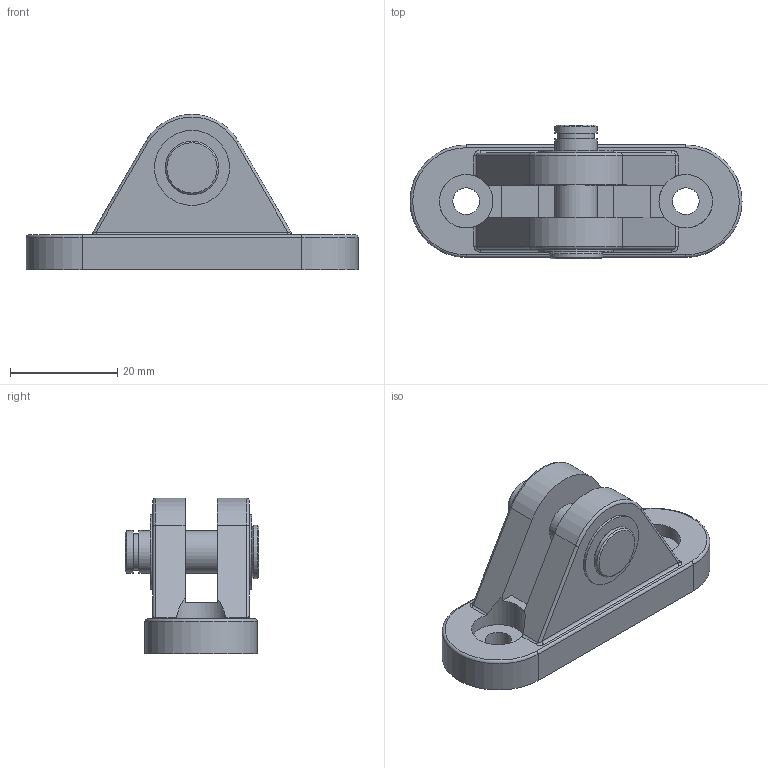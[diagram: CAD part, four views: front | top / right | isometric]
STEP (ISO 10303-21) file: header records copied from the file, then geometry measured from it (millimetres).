
FILE_DESCRIPTION((''),'2;1');
FILE_NAME('700100.ipt.stp','2010-09-05T12:23:15',(''),(''),'Autodesk Inventor 2010','Autodesk Inventor 2010','');
FILE_SCHEMA(('AUTOMOTIVE_DESIGN { 1 0 10303 214 1 1 1 1 }'));
Length unit declared in the file: millimetre
Products named in the file (1): 700100
Bounding box: 62 x 25 x 29 mm (x, y, z)
Volume: 14322.9 mm3; surface area: 7246.2 mm2
Topology: 2 solids, 2 shells, 73 faces, 172 edges, 109 vertices
Faces by surface type: plane 29, cylinder 23, bspline 14, torus 4, cone 3
Full cylindrical faces by diameter (mm): 6.8 x1, 8 x3, 10 x3, 14 x1
Entity records: 2289 total; most frequent: CARTESIAN_POINT 556, DIRECTION 338, ORIENTED_EDGE 306, EDGE_CURVE 153, AXIS2_PLACEMENT_3D 129, VERTEX_POINT 105, EDGE_LOOP 102, VECTOR 80
